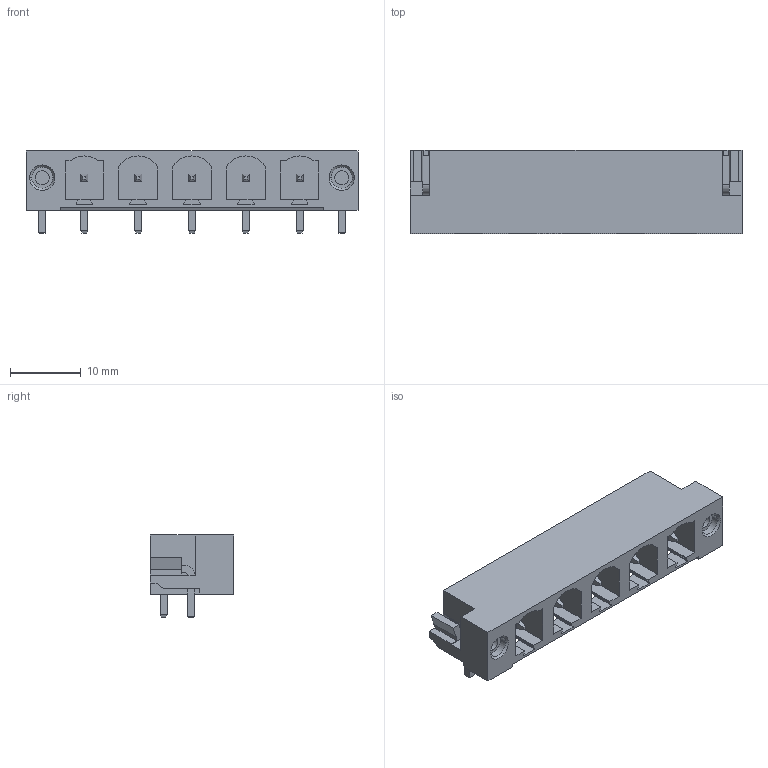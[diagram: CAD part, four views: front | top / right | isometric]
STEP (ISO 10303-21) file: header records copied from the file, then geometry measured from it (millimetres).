
FILE_DESCRIPTION(('CATIA V5 STEP Exchange','CAx-IF Rec.Pracs.--- Model Styling and Organization---1.2---2011-12-15'),'2;1');
FILE_NAME ('D1452197_0_1472640000_1472640000.stp','2018-11-15T17:11:01+00:00',('none'),('Weidmueller'),'CATIA Version 5-6 Release 2014','CATIA V5 STEP AP214','none');
FILE_SCHEMA(('AUTOMOTIVE_DESIGN { 1 0 10303 214 1 1 1 1 }'));
Length unit declared in the file: millimetre
Products named in the file (1): 1472640000
Bounding box: 46.96 x 11.75 x 11.6 mm (x, y, z)
Volume: 2829.3 mm3; surface area: 4048.6 mm2
Topology: 10 solids, 10 shells, 339 faces, 905 edges, 584 vertices
Faces by surface type: plane 290, cylinder 45, cone 4
Entity records: 9318 total; most frequent: ORIENTED_EDGE 1810, CARTESIAN_POINT 1652, DIRECTION 1205, EDGE_CURVE 865, VECTOR 743, LINE 743, VERTEX_POINT 544, EDGE_LOOP 365
